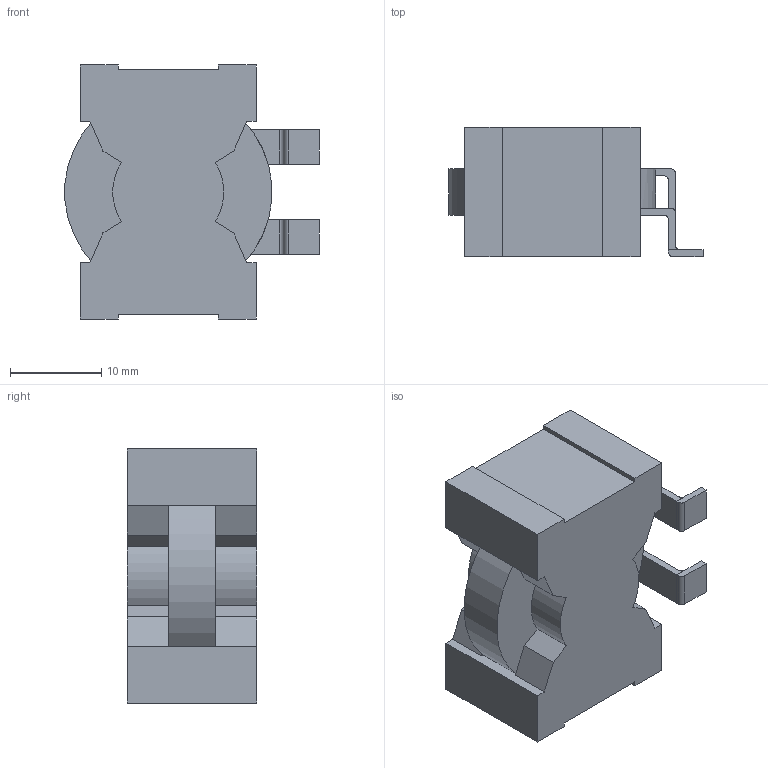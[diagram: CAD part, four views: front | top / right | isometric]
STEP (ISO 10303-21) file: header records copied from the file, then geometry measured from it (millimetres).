
FILE_DESCRIPTION (( 'STEP AP214' ), '1' );
FILE_NAME ('Coilcraft-SER2814H.STEP', '2019-02-22T07:32:23', ( '' ), ( '' ), 'SwSTEP 2.0', 'SolidWorks 2019', '' );
FILE_SCHEMA (( 'AUTOMOTIVE_DESIGN' ));
Length unit declared in the file: millimetre
Products named in the file (1): Coilcraft-SER2814H
Bounding box: 27.9 x 14.22 x 27.9 mm (x, y, z)
Surface area: 3699.1 mm2 (no closed solid volume)
Topology: 0 solids, 3 shells, 538 faces, 1400 edges, 896 vertices
Faces by surface type: plane 272, bspline 252, cylinder 14
Entity records: 26365 total; most frequent: CARTESIAN_POINT 9157, ORIENTED_EDGE 2796, DIRECTION 1500, EDGE_CURVE 1400, VERTEX_POINT 896, VECTOR 862, LINE 862, EDGE_LOOP 572
